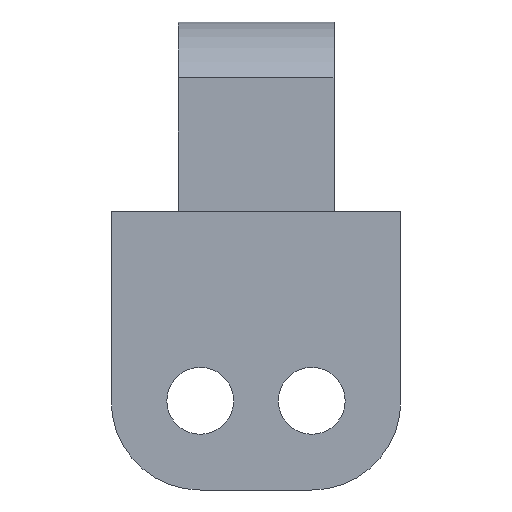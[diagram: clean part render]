
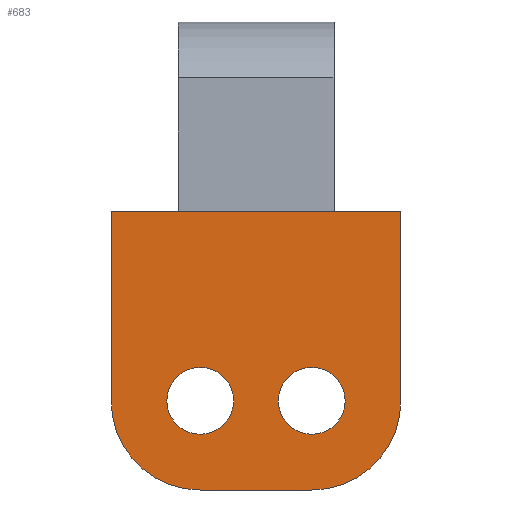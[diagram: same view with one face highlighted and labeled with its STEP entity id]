
A CAD part, left-side view. The second image highlights one B-rep face of the part: STEP entity #683.
In plain terms, the highlighted planar face has unit normal (-1, 0, 0).
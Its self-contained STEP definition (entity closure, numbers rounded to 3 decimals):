
#257=CARTESIAN_POINT('Vertex',(0.,26.,-5.)) ;
#260=CARTESIAN_POINT('Line Origine',(0.,26.,3.5)) ;
#264=CARTESIAN_POINT('Vertex',(0.,26.,12.)) ;
#297=CARTESIAN_POINT('Vertex',(0.,18.,-13.)) ;
#300=CARTESIAN_POINT('Axis2P3D Location',(0.,18.,-5.)) ;
#321=CARTESIAN_POINT('Vertex',(0.,8.,-13.)) ;
#324=CARTESIAN_POINT('Line Origine',(0.,13.,-13.)) ;
#345=CARTESIAN_POINT('Vertex',(0.,0.,-5.)) ;
#348=CARTESIAN_POINT('Axis2P3D Location',(0.,8.,-5.)) ;
#369=CARTESIAN_POINT('Vertex',(0.,0.,12.)) ;
#374=CARTESIAN_POINT('Line Origine',(0.,0.,3.5)) ;
#409=CARTESIAN_POINT('Vertex',(0.,21.,-5.)) ;
#412=CARTESIAN_POINT('Axis2P3D Location',(0.,18.,-5.)) ;
#416=CARTESIAN_POINT('Vertex',(0.,15.,-5.)) ;
#431=CARTESIAN_POINT('Axis2P3D Location',(0.,18.,-5.)) ;
#452=CARTESIAN_POINT('Vertex',(0.,11.,-5.)) ;
#455=CARTESIAN_POINT('Axis2P3D Location',(0.,8.,-5.)) ;
#459=CARTESIAN_POINT('Vertex',(0.,5.,-5.)) ;
#474=CARTESIAN_POINT('Axis2P3D Location',(0.,8.,-5.)) ;
#657=CARTESIAN_POINT('Axis2P3D Location',(0.,26.,0.)) ;
#662=CARTESIAN_POINT('Line Origine',(0.,13.,12.)) ;
#261=DIRECTION('Vector Direction',(0.,0.,1.)) ;
#301=DIRECTION('Axis2P3D Direction',(-1.,0.,0.)) ;
#325=DIRECTION('Vector Direction',(0.,1.,0.)) ;
#349=DIRECTION('Axis2P3D Direction',(-1.,0.,0.)) ;
#375=DIRECTION('Vector Direction',(0.,0.,1.)) ;
#413=DIRECTION('Axis2P3D Direction',(-1.,0.,0.)) ;
#432=DIRECTION('Axis2P3D Direction',(-1.,0.,0.)) ;
#456=DIRECTION('Axis2P3D Direction',(-1.,0.,0.)) ;
#475=DIRECTION('Axis2P3D Direction',(-1.,0.,0.)) ;
#658=DIRECTION('Axis2P3D Direction',(-1.,0.,0.)) ;
#659=DIRECTION('Axis2P3D XDirection',(0.,-1.,0.)) ;
#663=DIRECTION('Vector Direction',(0.,-1.,0.)) ;
#302=AXIS2_PLACEMENT_3D('Circle Axis2P3D',#300,#301,$) ;
#350=AXIS2_PLACEMENT_3D('Circle Axis2P3D',#348,#349,$) ;
#414=AXIS2_PLACEMENT_3D('Circle Axis2P3D',#412,#413,$) ;
#433=AXIS2_PLACEMENT_3D('Circle Axis2P3D',#431,#432,$) ;
#457=AXIS2_PLACEMENT_3D('Circle Axis2P3D',#455,#456,$) ;
#476=AXIS2_PLACEMENT_3D('Circle Axis2P3D',#474,#475,$) ;
#660=AXIS2_PLACEMENT_3D('Plane Axis2P3D',#657,#658,#659) ;
#668=ORIENTED_EDGE('',*,*,#266,.F.) ;
#669=ORIENTED_EDGE('',*,*,#304,.T.) ;
#670=ORIENTED_EDGE('',*,*,#328,.T.) ;
#671=ORIENTED_EDGE('',*,*,#352,.T.) ;
#672=ORIENTED_EDGE('',*,*,#378,.T.) ;
#673=ORIENTED_EDGE('',*,*,#666,.F.) ;
#676=ORIENTED_EDGE('',*,*,#418,.F.) ;
#677=ORIENTED_EDGE('',*,*,#435,.F.) ;
#680=ORIENTED_EDGE('',*,*,#478,.F.) ;
#681=ORIENTED_EDGE('',*,*,#461,.F.) ;
#678=FACE_BOUND('',#675,.T.) ;
#682=FACE_BOUND('',#679,.T.) ;
#262=VECTOR('Line Direction',#261,1.) ;
#326=VECTOR('Line Direction',#325,1.) ;
#376=VECTOR('Line Direction',#375,1.) ;
#664=VECTOR('Line Direction',#663,1.) ;
#683=ADVANCED_FACE('PartBody',(#674,#678,#682),#661,.T.) ;
#303=CIRCLE('generated circle',#302,8.) ;
#351=CIRCLE('generated circle',#350,8.) ;
#415=CIRCLE('generated circle',#414,3.) ;
#434=CIRCLE('generated circle',#433,3.) ;
#458=CIRCLE('generated circle',#457,3.) ;
#477=CIRCLE('generated circle',#476,3.) ;
#266=EDGE_CURVE('',#258,#265,#263,.T.) ;
#304=EDGE_CURVE('',#258,#298,#303,.T.) ;
#328=EDGE_CURVE('',#298,#322,#327,.F.) ;
#352=EDGE_CURVE('',#322,#346,#351,.T.) ;
#378=EDGE_CURVE('',#346,#370,#377,.T.) ;
#418=EDGE_CURVE('',#410,#417,#415,.T.) ;
#435=EDGE_CURVE('',#417,#410,#434,.T.) ;
#461=EDGE_CURVE('',#453,#460,#458,.T.) ;
#478=EDGE_CURVE('',#460,#453,#477,.T.) ;
#666=EDGE_CURVE('',#265,#370,#665,.T.) ;
#667=EDGE_LOOP('',(#668,#669,#670,#671,#672,#673)) ;
#675=EDGE_LOOP('',(#676,#677)) ;
#679=EDGE_LOOP('',(#680,#681)) ;
#674=FACE_OUTER_BOUND('',#667,.T.) ;
#263=LINE('Line',#260,#262) ;
#327=LINE('Line',#324,#326) ;
#377=LINE('Line',#374,#376) ;
#665=LINE('Line',#662,#664) ;
#661=PLANE('',#660) ;
#258=VERTEX_POINT('',#257) ;
#265=VERTEX_POINT('',#264) ;
#298=VERTEX_POINT('',#297) ;
#322=VERTEX_POINT('',#321) ;
#346=VERTEX_POINT('',#345) ;
#370=VERTEX_POINT('',#369) ;
#410=VERTEX_POINT('',#409) ;
#417=VERTEX_POINT('',#416) ;
#453=VERTEX_POINT('',#452) ;
#460=VERTEX_POINT('',#459) ;
